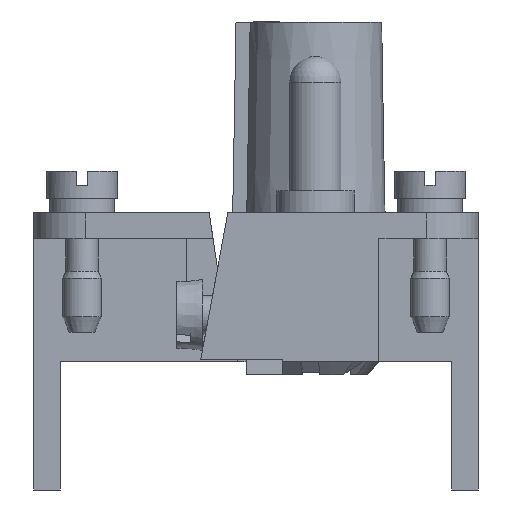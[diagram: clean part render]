
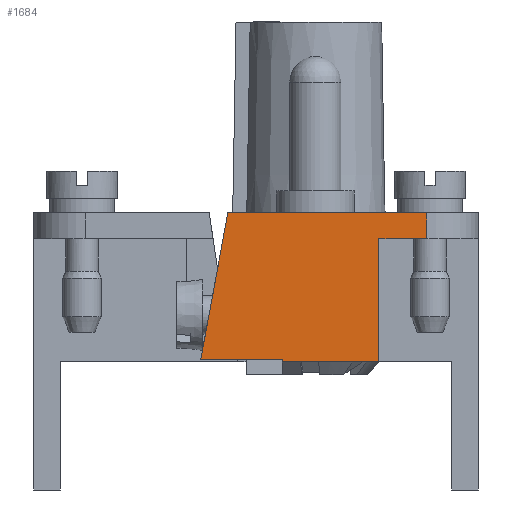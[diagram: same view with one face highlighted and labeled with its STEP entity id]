
A CAD part, left-side view. The second image highlights one B-rep face of the part: STEP entity #1684.
In plain terms, the highlighted planar face has unit normal (-1, 0, 0).
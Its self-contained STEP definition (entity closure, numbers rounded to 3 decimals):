
#1684=ADVANCED_FACE('',(#2740),#2271,.F.);
#2271=PLANE('',#13317);
#2740=FACE_OUTER_BOUND('',#3294,.T.);
#3294=EDGE_LOOP('',(#4475,#4476,#4477,#4478,#4479,#4480,#4481,#4482,#4483,
#4484,#4485,#4486));
#4475=ORIENTED_EDGE('',*,*,#8202,.F.);
#4476=ORIENTED_EDGE('',*,*,#8495,.F.);
#4477=ORIENTED_EDGE('',*,*,#8398,.T.);
#4478=ORIENTED_EDGE('',*,*,#8405,.F.);
#4479=ORIENTED_EDGE('',*,*,#8481,.F.);
#4480=ORIENTED_EDGE('',*,*,#8414,.T.);
#4481=ORIENTED_EDGE('',*,*,#8496,.T.);
#4482=ORIENTED_EDGE('',*,*,#8497,.T.);
#4483=ORIENTED_EDGE('',*,*,#8498,.T.);
#4484=ORIENTED_EDGE('',*,*,#8499,.F.);
#4485=ORIENTED_EDGE('',*,*,#8500,.F.);
#4486=ORIENTED_EDGE('',*,*,#8096,.F.);
#7035=VERTEX_POINT('',#16877);
#7036=VERTEX_POINT('',#16879);
#7128=VERTEX_POINT('',#17150);
#7300=VERTEX_POINT('',#17627);
#7301=VERTEX_POINT('',#17629);
#7306=VERTEX_POINT('',#17650);
#7313=VERTEX_POINT('',#17678);
#7314=VERTEX_POINT('',#17680);
#7361=VERTEX_POINT('',#18147);
#7362=VERTEX_POINT('',#18149);
#7363=VERTEX_POINT('',#18151);
#7364=VERTEX_POINT('',#18153);
#8096=EDGE_CURVE('',#7035,#7036,#10379,.T.);
#8202=EDGE_CURVE('',#7128,#7035,#10459,.T.);
#8398=EDGE_CURVE('',#7301,#7300,#10630,.T.);
#8405=EDGE_CURVE('',#7306,#7300,#10636,.T.);
#8414=EDGE_CURVE('',#7314,#7313,#10644,.T.);
#8481=EDGE_CURVE('',#7314,#7306,#9644,.T.);
#8495=EDGE_CURVE('',#7301,#7128,#10703,.T.);
#8496=EDGE_CURVE('',#7313,#7361,#10704,.T.);
#8497=EDGE_CURVE('',#7361,#7362,#10705,.T.);
#8498=EDGE_CURVE('',#7362,#7363,#10706,.T.);
#8499=EDGE_CURVE('',#7364,#7363,#10707,.T.);
#8500=EDGE_CURVE('',#7036,#7364,#10708,.T.);
#9644=B_SPLINE_CURVE_WITH_KNOTS('',3,(#17976,#17977,#17978,#17979),
 .UNSPECIFIED.,.F.,.F.,(4,4),(0.,1.),.UNSPECIFIED.);
#10379=LINE('',#16878,#11609);
#10459=LINE('',#17151,#11689);
#10630=LINE('',#17628,#11860);
#10636=LINE('',#17651,#11866);
#10644=LINE('',#17679,#11874);
#10703=LINE('',#18145,#11933);
#10704=LINE('',#18146,#11934);
#10705=LINE('',#18148,#11935);
#10706=LINE('',#18150,#11936);
#10707=LINE('',#18152,#11937);
#10708=LINE('',#18154,#11938);
#11609=VECTOR('',#14062,1.);
#11689=VECTOR('',#14212,1.);
#11860=VECTOR('',#14483,1.);
#11866=VECTOR('',#14491,1.);
#11874=VECTOR('',#14503,1.);
#11933=VECTOR('',#14612,1.);
#11934=VECTOR('',#14613,1.);
#11935=VECTOR('',#14614,1.);
#11936=VECTOR('',#14615,1.);
#11937=VECTOR('',#14616,1.);
#11938=VECTOR('',#14617,1.);
#13317=AXIS2_PLACEMENT_3D('',#18155,#14618,#14619);
#14062=DIRECTION('',(0.,-0.182,0.983));
#14212=DIRECTION('',(0.,1.,0.));
#14483=DIRECTION('',(0.,-1.,0.));
#14491=DIRECTION('',(0.,0.,1.));
#14503=DIRECTION('',(0.,-1.,0.));
#14612=DIRECTION('',(0.,0.,1.));
#14613=DIRECTION('',(0.,0.,1.));
#14614=DIRECTION('',(0.,-1.,0.));
#14615=DIRECTION('',(0.,-1.,0.));
#14616=DIRECTION('',(0.,0.,-1.));
#14617=DIRECTION('',(0.,-1.,0.));
#14618=DIRECTION('',(1.,0.,0.));
#14619=DIRECTION('',(0.,0.,-1.));
#16877=CARTESIAN_POINT('',(-42.325,4.287,-9.37));
#16878=CARTESIAN_POINT('',(-42.325,1.83,3.882));
#16879=CARTESIAN_POINT('',(-42.325,2.179,2.));
#17150=CARTESIAN_POINT('',(-42.325,-2.025,-9.37));
#17151=CARTESIAN_POINT('',(-42.325,-8.325,-9.37));
#17627=CARTESIAN_POINT('',(-42.325,-4.859,-9.57));
#17628=CARTESIAN_POINT('',(-42.325,-2.025,-9.57));
#17629=CARTESIAN_POINT('',(-42.325,-2.025,-9.57));
#17650=CARTESIAN_POINT('',(-42.325,-4.859,-9.573));
#17651=CARTESIAN_POINT('',(-42.325,-4.859,-12.57));
#17678=CARTESIAN_POINT('',(-42.325,-9.525,-9.57));
#17679=CARTESIAN_POINT('',(-42.325,-2.025,-9.57));
#17680=CARTESIAN_POINT('',(-42.325,-4.89,-9.57));
#17976=CARTESIAN_POINT('',(-42.325,-4.89,-9.57));
#17977=CARTESIAN_POINT('',(-42.325,-4.88,-9.571));
#17978=CARTESIAN_POINT('',(-42.325,-4.869,-9.572));
#17979=CARTESIAN_POINT('',(-42.325,-4.859,-9.573));
#18145=CARTESIAN_POINT('',(-42.325,-2.025,-9.57));
#18146=CARTESIAN_POINT('',(-42.325,-9.525,-12.57));
#18147=CARTESIAN_POINT('',(-42.325,-9.525,0.));
#18148=CARTESIAN_POINT('',(-42.325,-13.25,0.));
#18149=CARTESIAN_POINT('',(-42.325,-10.403,0.));
#18150=CARTESIAN_POINT('',(-42.325,-8.325,0.));
#18151=CARTESIAN_POINT('',(-42.325,-13.25,0.));
#18152=CARTESIAN_POINT('',(-42.325,-13.25,2.));
#18153=CARTESIAN_POINT('',(-42.325,-13.25,2.));
#18154=CARTESIAN_POINT('',(-42.325,5.475,2.));
#18155=CARTESIAN_POINT('',(-42.325,-8.325,-12.57));
